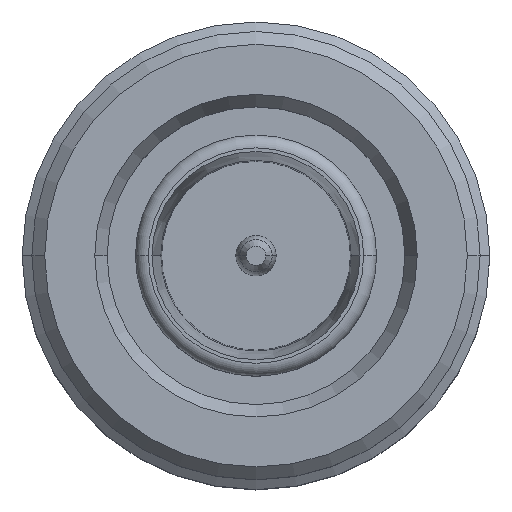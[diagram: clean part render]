
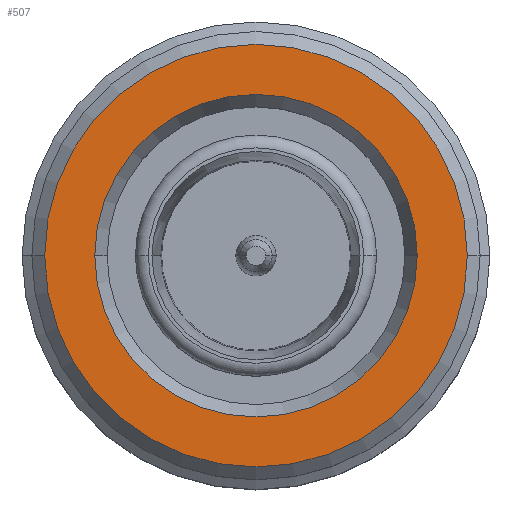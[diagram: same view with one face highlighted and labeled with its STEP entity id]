
A CAD part, top view. The second image highlights one B-rep face of the part: STEP entity #507.
In plain terms, the highlighted planar face has unit normal (0, 0, 1).
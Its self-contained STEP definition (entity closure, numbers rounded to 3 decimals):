
#233 = ORIENTED_EDGE ( 'NONE', *, *, #1850, .T. ) ;
#389 = ORIENTED_EDGE ( 'NONE', *, *, #1996, .F. ) ;
#395 = DIRECTION ( 'NONE',  ( 0., 0., 1. ) ) ;
#433 = DIRECTION ( 'NONE',  ( 1., 0., 0. ) ) ;
#507 = ADVANCED_FACE ( 'NONE', ( #1977, #2173 ), #1944, .F. ) ;
#663 = CARTESIAN_POINT ( 'NONE',  ( 0., 0., -1.1 ) ) ;
#670 = DIRECTION ( 'NONE',  ( -1., 0., 0. ) ) ;
#674 = ORIENTED_EDGE ( 'NONE', *, *, #1222, .T. ) ;
#676 = DIRECTION ( 'NONE',  ( 1., 0., 0. ) ) ;
#749 = AXIS2_PLACEMENT_3D ( 'NONE', #1198, #395, #433 ) ;
#842 = DIRECTION ( 'NONE',  ( 1., 0., 0. ) ) ;
#902 = CARTESIAN_POINT ( 'NONE',  ( 3.759, 0., -1.1 ) ) ;
#1086 = CIRCLE ( 'NONE', #749, 3.759 ) ;
#1162 = VERTEX_POINT ( 'NONE', #1379 ) ;
#1198 = CARTESIAN_POINT ( 'NONE',  ( 0., 0., -1.1 ) ) ;
#1222 = EDGE_CURVE ( 'NONE', #2123, #1463, #1389, .T. ) ;
#1261 = CARTESIAN_POINT ( 'NONE',  ( 4.925, 0., -1.1 ) ) ;
#1379 = CARTESIAN_POINT ( 'NONE',  ( -3.759, 0., -1.1 ) ) ;
#1389 = CIRCLE ( 'NONE', #1892, 4.925 ) ;
#1463 = VERTEX_POINT ( 'NONE', #1261 ) ;
#1703 = CARTESIAN_POINT ( 'NONE',  ( 0., 0., -1.1 ) ) ;
#1740 = EDGE_CURVE ( 'NONE', #1162, #2851, #1086, .T. ) ;
#1850 = EDGE_CURVE ( 'NONE', #1463, #2123, #2837, .T. ) ;
#1892 = AXIS2_PLACEMENT_3D ( 'NONE', #663, #2669, #676 ) ;
#1911 = DIRECTION ( 'NONE',  ( 0., 0., -1. ) ) ;
#1941 = AXIS2_PLACEMENT_3D ( 'NONE', #1703, #2963, #1951 ) ;
#1944 = PLANE ( 'NONE',  #3247 ) ;
#1951 = DIRECTION ( 'NONE',  ( 1., 0., 0. ) ) ;
#1977 = FACE_OUTER_BOUND ( 'NONE', #2081, .T. ) ;
#1996 = EDGE_CURVE ( 'NONE', #2851, #1162, #2643, .T. ) ;
#2081 = EDGE_LOOP ( 'NONE', ( #674, #233 ) ) ;
#2123 = VERTEX_POINT ( 'NONE', #2322 ) ;
#2173 = FACE_BOUND ( 'NONE', #2649, .T. ) ;
#2322 = CARTESIAN_POINT ( 'NONE',  ( -4.925, 0., -1.1 ) ) ;
#2345 = DIRECTION ( 'NONE',  ( 0., 0., 1. ) ) ;
#2354 = AXIS2_PLACEMENT_3D ( 'NONE', #2603, #2345, #842 ) ;
#2603 = CARTESIAN_POINT ( 'NONE',  ( 0., 0., -1.1 ) ) ;
#2604 = ORIENTED_EDGE ( 'NONE', *, *, #1740, .F. ) ;
#2643 = CIRCLE ( 'NONE', #2354, 3.759 ) ;
#2649 = EDGE_LOOP ( 'NONE', ( #389, #2604 ) ) ;
#2669 = DIRECTION ( 'NONE',  ( 0., 0., 1. ) ) ;
#2676 = CARTESIAN_POINT ( 'NONE',  ( 0., 0., -1.1 ) ) ;
#2837 = CIRCLE ( 'NONE', #1941, 4.925 ) ;
#2851 = VERTEX_POINT ( 'NONE', #902 ) ;
#2963 = DIRECTION ( 'NONE',  ( 0., 0., 1. ) ) ;
#3247 = AXIS2_PLACEMENT_3D ( 'NONE', #2676, #1911, #670 ) ;
